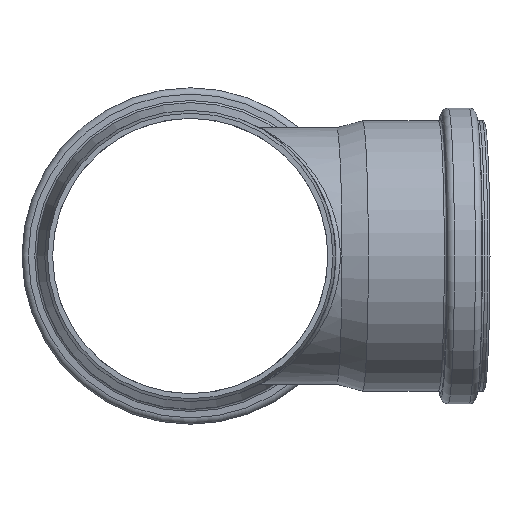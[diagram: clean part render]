
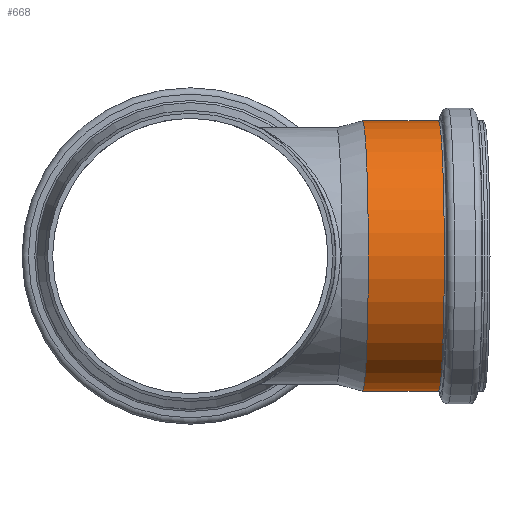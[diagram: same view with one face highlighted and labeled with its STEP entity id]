
A CAD part, front view. The second image highlights one B-rep face of the part: STEP entity #668.
In plain terms, the highlighted cylindrical face has radius 58.2 mm (diameter 116.4 mm), a full revolution.
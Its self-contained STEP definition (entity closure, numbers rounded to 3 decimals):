
#42=FACE_BOUND('',#252,.T.);
#113=CIRCLE('',#731,58.2);
#114=CIRCLE('',#732,58.2);
#166=CYLINDRICAL_SURFACE('',#730,58.2);
#189=FACE_OUTER_BOUND('',#251,.T.);
#251=EDGE_LOOP('',(#542));
#252=EDGE_LOOP('',(#543));
#390=VERTEX_POINT('',#1747);
#391=VERTEX_POINT('',#1749);
#462=EDGE_CURVE('',#390,#390,#113,.T.);
#463=EDGE_CURVE('',#391,#391,#114,.T.);
#542=ORIENTED_EDGE('',*,*,#462,.F.);
#543=ORIENTED_EDGE('',*,*,#463,.T.);
#668=ADVANCED_FACE('',(#189,#42),#166,.T.);
#730=AXIS2_PLACEMENT_3D('',#1746,#850,#851);
#731=AXIS2_PLACEMENT_3D('',#1748,#852,#853);
#732=AXIS2_PLACEMENT_3D('',#1750,#854,#855);
#850=DIRECTION('center_axis',(0.999,0.044,0.));
#851=DIRECTION('ref_axis',(0.044,-0.999,0.));
#852=DIRECTION('center_axis',(0.999,0.044,0.));
#853=DIRECTION('ref_axis',(0.044,-0.999,0.));
#854=DIRECTION('center_axis',(0.999,0.044,0.));
#855=DIRECTION('ref_axis',(0.044,-0.999,0.));
#1746=CARTESIAN_POINT('Origin',(90.421,133.448,0.));
#1747=CARTESIAN_POINT('',(109.306,76.017,0.));
#1748=CARTESIAN_POINT('Origin',(106.767,134.162,0.));
#1749=CARTESIAN_POINT('',(76.613,74.59,0.));
#1750=CARTESIAN_POINT('Origin',(74.074,132.734,0.));
